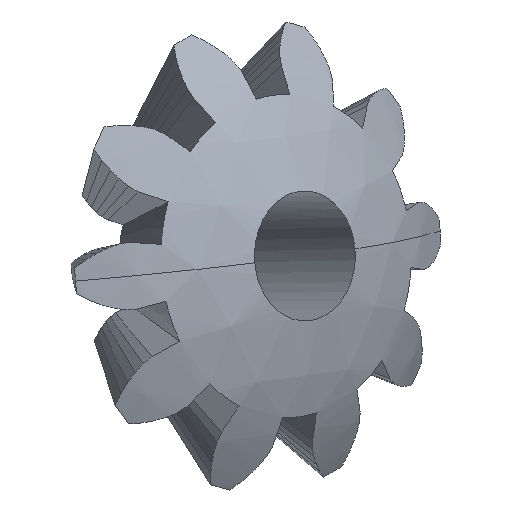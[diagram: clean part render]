
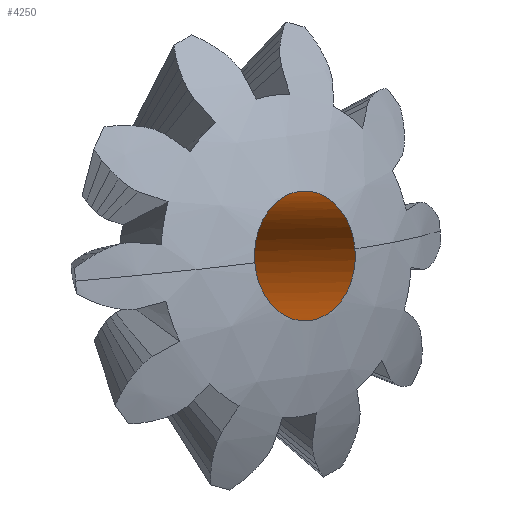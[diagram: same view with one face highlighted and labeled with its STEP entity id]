
A CAD part, isometric view. The second image highlights one B-rep face of the part: STEP entity #4250.
In plain terms, the highlighted cylindrical face has radius 9.525 mm (diameter 19.05 mm), a partial arc.
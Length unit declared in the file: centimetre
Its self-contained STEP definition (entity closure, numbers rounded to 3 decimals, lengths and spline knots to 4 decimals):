
#149 = CARTESIAN_POINT ( 'NONE',  ( 0., 87.05, 7.1947 ) ) ;
#401 = EDGE_CURVE ( 'NONE', #3895, #3633, #3342, .T. ) ;
#450 = DIRECTION ( 'NONE',  ( 1., 0., 0. ) ) ;
#506 = AXIS2_PLACEMENT_3D ( 'NONE', #149, #1385, #1474 ) ;
#691 = ORIENTED_EDGE ( 'NONE', *, *, #401, .T. ) ;
#706 = EDGE_CURVE ( 'NONE', #3551, #1072, #5139, .T. ) ;
#735 = EDGE_CURVE ( 'NONE', #1072, #2259, #3525, .T. ) ;
#739 = DIRECTION ( 'NONE',  ( 0., 0., 1. ) ) ;
#963 = DIRECTION ( 'NONE',  ( 0., 0., 1. ) ) ;
#1019 = ORIENTED_EDGE ( 'NONE', *, *, #706, .F. ) ;
#1025 = AXIS2_PLACEMENT_3D ( 'NONE', #4732, #739, #4704 ) ;
#1049 = CIRCLE ( 'NONE', #1785, 0.9525 ) ;
#1072 = VERTEX_POINT ( 'NONE', #5186 ) ;
#1140 = CARTESIAN_POINT ( 'NONE',  ( 0.9525, 87.05, 7.1947 ) ) ;
#1158 = CIRCLE ( 'NONE', #4798, 0.9525 ) ;
#1205 = ORIENTED_EDGE ( 'NONE', *, *, #5297, .F. ) ;
#1293 = CARTESIAN_POINT ( 'NONE',  ( -0.9525, 87.05, -3.2733 ) ) ;
#1385 = DIRECTION ( 'NONE',  ( 0., 0., -1. ) ) ;
#1474 = DIRECTION ( 'NONE',  ( -1., 0., 0. ) ) ;
#1476 = EDGE_LOOP ( 'NONE', ( #2079, #691, #1205, #5630, #1019, #4683 ) ) ;
#1524 = DIRECTION ( 'NONE',  ( 0., 0., -1. ) ) ;
#1604 = CARTESIAN_POINT ( 'NONE',  ( -0.9525, 87.05, 7.1947 ) ) ;
#1785 = AXIS2_PLACEMENT_3D ( 'NONE', #4540, #4132, #1842 ) ;
#1842 = DIRECTION ( 'NONE',  ( 1., 0., 0. ) ) ;
#1887 = DIRECTION ( 'NONE',  ( 1., 0., 0. ) ) ;
#2036 = CARTESIAN_POINT ( 'NONE',  ( -0.2943, 86.1441, -3.2733 ) ) ;
#2079 = ORIENTED_EDGE ( 'NONE', *, *, #5376, .T. ) ;
#2179 = CARTESIAN_POINT ( 'NONE',  ( 0.9525, 87.05, -3.2733 ) ) ;
#2259 = VERTEX_POINT ( 'NONE', #5410 ) ;
#2367 = CIRCLE ( 'NONE', #3951, 0.9525 ) ;
#2555 = VERTEX_POINT ( 'NONE', #2036 ) ;
#2686 = VECTOR ( 'NONE', #1524, 100. ) ;
#2726 = CARTESIAN_POINT ( 'NONE',  ( 0., 87.05, -3.2733 ) ) ;
#3017 = DIRECTION ( 'NONE',  ( 0., 0., 1. ) ) ;
#3268 = CARTESIAN_POINT ( 'NONE',  ( 0.9525, 87.05, -5.6351 ) ) ;
#3316 = DIRECTION ( 'NONE',  ( 0., 0., -1. ) ) ;
#3342 = LINE ( 'NONE', #1140, #2686 ) ;
#3525 = CIRCLE ( 'NONE', #1025, 0.9525 ) ;
#3551 = VERTEX_POINT ( 'NONE', #1293 ) ;
#3633 = VERTEX_POINT ( 'NONE', #3268 ) ;
#3895 = VERTEX_POINT ( 'NONE', #2179 ) ;
#3951 = AXIS2_PLACEMENT_3D ( 'NONE', #2726, #963, #1887 ) ;
#4132 = DIRECTION ( 'NONE',  ( 0., 0., 1. ) ) ;
#4250 = ADVANCED_FACE ( 'NONE', ( #5476 ), #5357, .F. ) ;
#4540 = CARTESIAN_POINT ( 'NONE',  ( 0., 87.05, -3.2733 ) ) ;
#4683 = ORIENTED_EDGE ( 'NONE', *, *, #4727, .T. ) ;
#4704 = DIRECTION ( 'NONE',  ( 1., 0., 0. ) ) ;
#4727 = EDGE_CURVE ( 'NONE', #3551, #2555, #1049, .T. ) ;
#4732 = CARTESIAN_POINT ( 'NONE',  ( 0., 87.05, -5.6351 ) ) ;
#4798 = AXIS2_PLACEMENT_3D ( 'NONE', #5214, #3017, #450 ) ;
#5139 = LINE ( 'NONE', #1604, #5217 ) ;
#5186 = CARTESIAN_POINT ( 'NONE',  ( -0.9525, 87.05, -5.6351 ) ) ;
#5214 = CARTESIAN_POINT ( 'NONE',  ( 0., 87.05, -5.6351 ) ) ;
#5217 = VECTOR ( 'NONE', #3316, 100. ) ;
#5297 = EDGE_CURVE ( 'NONE', #2259, #3633, #1158, .T. ) ;
#5357 = CYLINDRICAL_SURFACE ( 'NONE', #506, 0.9525 ) ;
#5376 = EDGE_CURVE ( 'NONE', #2555, #3895, #2367, .T. ) ;
#5410 = CARTESIAN_POINT ( 'NONE',  ( 0., 86.0975, -5.6351 ) ) ;
#5476 = FACE_OUTER_BOUND ( 'NONE', #1476, .T. ) ;
#5630 = ORIENTED_EDGE ( 'NONE', *, *, #735, .F. ) ;
